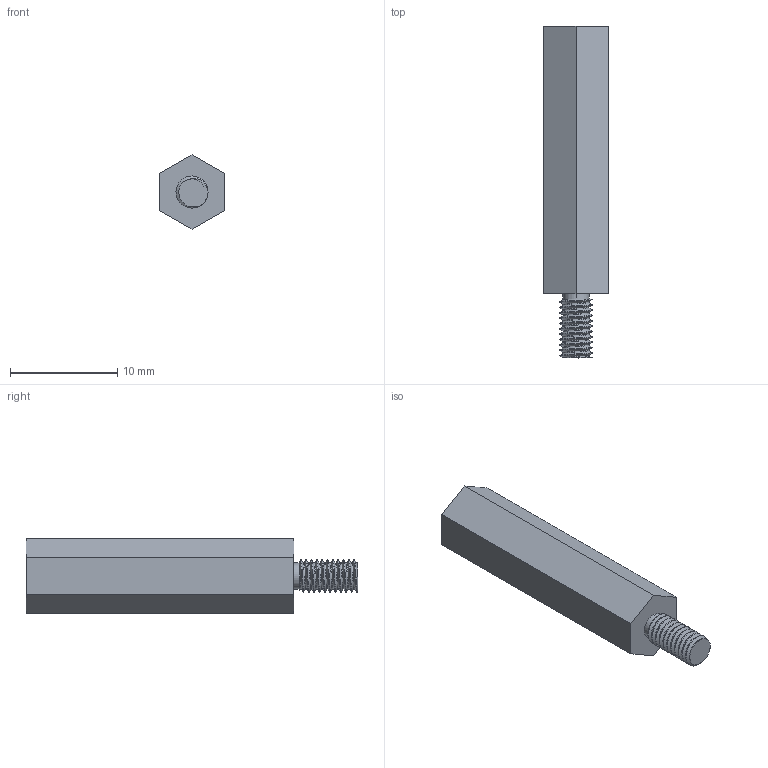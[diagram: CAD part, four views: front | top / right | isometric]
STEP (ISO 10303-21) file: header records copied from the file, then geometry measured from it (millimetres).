
FILE_DESCRIPTION (( 'STEP AP214' ), '1' );
FILE_NAME ('M3 x 6mm A-F x 25mm Hexagon Male-Female Threaded Pillar.STEP', '2020-04-08T18:40:40', ( '' ), ( '' ), 'SwSTEP 2.0', 'SolidWorks 2020', '' );
FILE_SCHEMA (( 'AUTOMOTIVE_DESIGN' ));
Length unit declared in the file: millimetre
Products named in the file (1): M3 x 6mm A-F x 25mm Hexagon Male-Female Threaded Pillar
Bounding box: 6 x 31 x 6.93 mm (x, y, z)
Volume: 755.9 mm3; surface area: 792.9 mm2
Topology: 1 solids, 1 shells, 78 faces, 219 edges, 144 vertices
Faces by surface type: cylinder 59, plane 11, bspline 6, cone 2
Entity records: 5962 total; most frequent: CARTESIAN_POINT 4307, ORIENTED_EDGE 434, DIRECTION 246, EDGE_CURVE 217, VERTEX_POINT 144, AXIS2_PLACEMENT_3D 82, VECTOR 82, LINE 82
